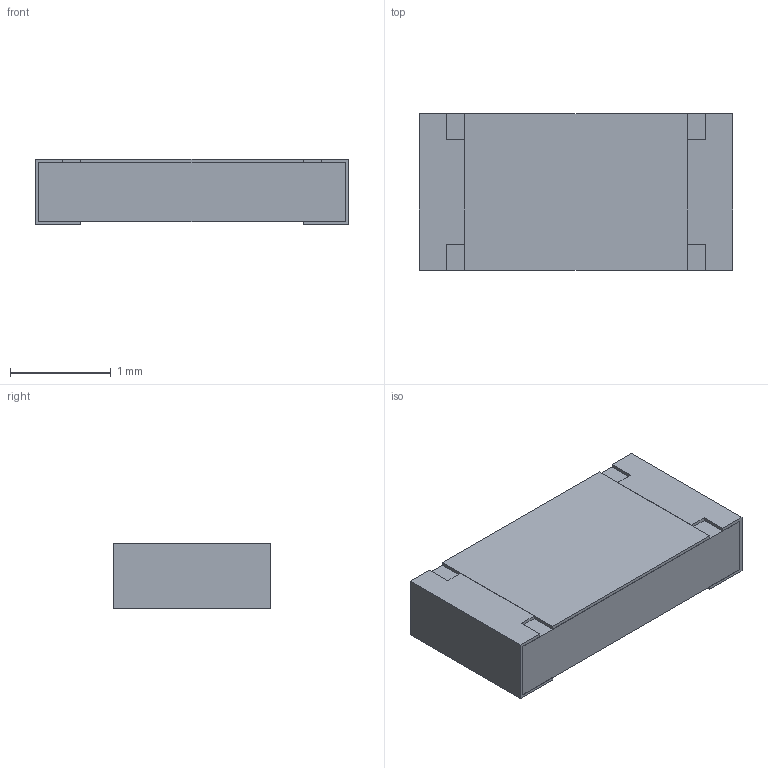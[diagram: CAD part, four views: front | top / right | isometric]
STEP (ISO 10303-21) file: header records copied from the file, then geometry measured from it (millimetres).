
FILE_DESCRIPTION(('FreeCAD Model'),'2;1');
FILE_NAME( 'R1206.step', '2021-04-12T17:49:49',('kicad StepUp'),('ksu MCAD'), 'Open CASCADE STEP processor 7.2','FreeCAD','Unknown');
FILE_SCHEMA(('AUTOMOTIVE_DESIGN { 1 0 10303 214 1 1 1 1 }'));
Length unit declared in the file: millimetre
Products named in the file (1): R1206
Bounding box: 3.1 x 1.55 x 0.65 mm (x, y, z)
Volume: 3 mm3; surface area: 31.1 mm2
Topology: 4 solids, 4 shells, 40 faces, 96 edges, 64 vertices
Faces by surface type: plane 40
Entity records: 1428 total; most frequent: CARTESIAN_POINT 201, ORIENTED_EDGE 192, DIRECTION 178, EDGE_CURVE 96, LINE 96, VECTOR 96, VERTEX_POINT 64, AXIS2_PLACEMENT_3D 41
